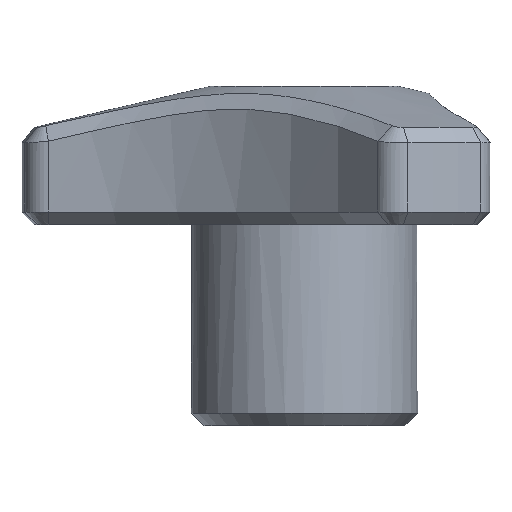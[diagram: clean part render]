
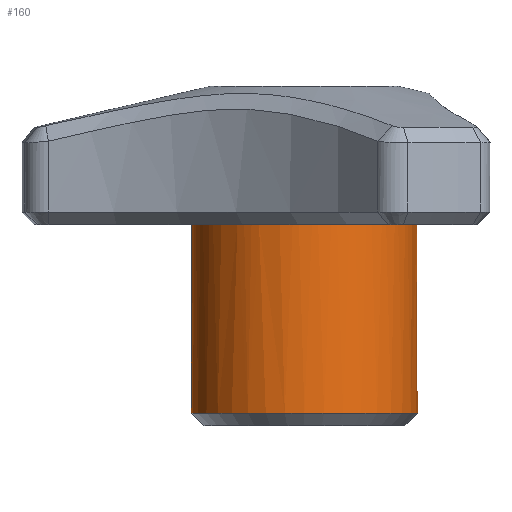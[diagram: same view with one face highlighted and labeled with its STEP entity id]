
A CAD part, left-side view. The second image highlights one B-rep face of the part: STEP entity #160.
In plain terms, the highlighted cylindrical face has radius 9 mm (diameter 18 mm), a full revolution.
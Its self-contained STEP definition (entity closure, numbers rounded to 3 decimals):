
#160 = ADVANCED_FACE( '', ( #338, #339 ), #340, .T. );
#338 = FACE_OUTER_BOUND( '', #626, .T. );
#339 = FACE_OUTER_BOUND( '', #627, .T. );
#340 = CYLINDRICAL_SURFACE( '', #628, 9. );
#626 = EDGE_LOOP( '', ( #999 ) );
#627 = EDGE_LOOP( '', ( #1000, #1001, #1002, #1003, #1004, #1005, #1006, #1007, #1008, #1009, #1010, #1011 ) );
#628 = AXIS2_PLACEMENT_3D( '', #1012, #1013, #1014 );
#999 = ORIENTED_EDGE( '', *, *, #1289, .T. );
#1000 = ORIENTED_EDGE( '', *, *, #1338, .F. );
#1001 = ORIENTED_EDGE( '', *, *, #1228, .F. );
#1002 = ORIENTED_EDGE( '', *, *, #1208, .T. );
#1003 = ORIENTED_EDGE( '', *, *, #1231, .T. );
#1004 = ORIENTED_EDGE( '', *, *, #1339, .F. );
#1005 = ORIENTED_EDGE( '', *, *, #1286, .F. );
#1006 = ORIENTED_EDGE( '', *, *, #1311, .T. );
#1007 = ORIENTED_EDGE( '', *, *, #1331, .T. );
#1008 = ORIENTED_EDGE( '', *, *, #1340, .F. );
#1009 = ORIENTED_EDGE( '', *, *, #1272, .F. );
#1010 = ORIENTED_EDGE( '', *, *, #1259, .T. );
#1011 = ORIENTED_EDGE( '', *, *, #1314, .T. );
#1012 = CARTESIAN_POINT( '', ( 0., 0., 57.15 ) );
#1013 = DIRECTION( '', ( 0., 0., -1. ) );
#1014 = DIRECTION( '', ( 1., 0., 0. ) );
#1208 = EDGE_CURVE( '', #1409, #1407, #1410, .T. );
#1228 = EDGE_CURVE( '', #1409, #1440, #1443, .T. );
#1231 = EDGE_CURVE( '', #1407, #1445, #1448, .T. );
#1259 = EDGE_CURVE( '', #1495, #1493, #1496, .T. );
#1272 = EDGE_CURVE( '', #1495, #1512, #1515, .T. );
#1286 = EDGE_CURVE( '', #1532, #1530, #1534, .T. );
#1289 = EDGE_CURVE( '', #1538, #1538, #1539, .T. );
#1311 = EDGE_CURVE( '', #1532, #1567, #1569, .T. );
#1314 = EDGE_CURVE( '', #1493, #1571, #1574, .T. );
#1331 = EDGE_CURVE( '', #1567, #1595, #1597, .T. );
#1338 = EDGE_CURVE( '', #1440, #1571, #1604, .T. );
#1339 = EDGE_CURVE( '', #1530, #1445, #1605, .T. );
#1340 = EDGE_CURVE( '', #1512, #1595, #1606, .T. );
#1407 = VERTEX_POINT( '', #1771 );
#1409 = VERTEX_POINT( '', #1773 );
#1410 = CIRCLE( '', #1774, 9. );
#1440 = VERTEX_POINT( '', #1834 );
#1443 = LINE( '', #1838, #1839 );
#1445 = VERTEX_POINT( '', #1841 );
#1448 = LINE( '', #1844, #1845 );
#1493 = VERTEX_POINT( '', #2065 );
#1495 = VERTEX_POINT( '', #2067 );
#1496 = CIRCLE( '', #2068, 9. );
#1512 = VERTEX_POINT( '', #2117 );
#1515 = LINE( '', #2121, #2122 );
#1530 = VERTEX_POINT( '', #2140 );
#1532 = VERTEX_POINT( '', #2142 );
#1534 = LINE( '', #2144, #2145 );
#1538 = VERTEX_POINT( '', #2149 );
#1539 = CIRCLE( '', #2150, 9. );
#1567 = VERTEX_POINT( '', #2185 );
#1569 = CIRCLE( '', #2187, 9. );
#1571 = VERTEX_POINT( '', #2189 );
#1574 = LINE( '', #2192, #2193 );
#1595 = VERTEX_POINT( '', #2218 );
#1597 = LINE( '', #2220, #2221 );
#1604 = CIRCLE( '', #2231, 9. );
#1605 = CIRCLE( '', #2232, 9. );
#1606 = CIRCLE( '', #2233, 9. );
#1771 = CARTESIAN_POINT( '', ( 7.247, 5.337, 23. ) );
#1773 = CARTESIAN_POINT( '', ( -7.247, 5.337, 23. ) );
#1774 = AXIS2_PLACEMENT_3D( '', #2365, #2366, #2367 );
#1834 = CARTESIAN_POINT( '', ( -7.247, 5.337, 16. ) );
#1838 = CARTESIAN_POINT( '', ( -7.247, 5.337, 23. ) );
#1839 = VECTOR( '', #2396, 1000. );
#1841 = CARTESIAN_POINT( '', ( 7.247, 5.337, 16. ) );
#1844 = CARTESIAN_POINT( '', ( 7.247, 5.337, 23. ) );
#1845 = VECTOR( '', #2400, 1000. );
#2065 = CARTESIAN_POINT( '', ( -8.245, 3.608, 23. ) );
#2067 = CARTESIAN_POINT( '', ( -0.998, -8.944, 23. ) );
#2068 = AXIS2_PLACEMENT_3D( '', #2421, #2422, #2423 );
#2117 = CARTESIAN_POINT( '', ( -0.998, -8.944, 16. ) );
#2121 = CARTESIAN_POINT( '', ( -0.998, -8.944, 23. ) );
#2122 = VECTOR( '', #2438, 1000. );
#2140 = CARTESIAN_POINT( '', ( 8.245, 3.608, 16. ) );
#2142 = CARTESIAN_POINT( '', ( 8.245, 3.608, 23. ) );
#2144 = CARTESIAN_POINT( '', ( 8.245, 3.608, 23. ) );
#2145 = VECTOR( '', #2460, 1000. );
#2149 = CARTESIAN_POINT( '', ( 9., 0., 1. ) );
#2150 = AXIS2_PLACEMENT_3D( '', #2464, #2465, #2466 );
#2185 = CARTESIAN_POINT( '', ( 0.998, -8.944, 23. ) );
#2187 = AXIS2_PLACEMENT_3D( '', #2497, #2498, #2499 );
#2189 = CARTESIAN_POINT( '', ( -8.245, 3.608, 16. ) );
#2192 = CARTESIAN_POINT( '', ( -8.245, 3.608, 23. ) );
#2193 = VECTOR( '', #2503, 1000. );
#2218 = CARTESIAN_POINT( '', ( 0.998, -8.944, 16. ) );
#2220 = CARTESIAN_POINT( '', ( 0.998, -8.944, 23. ) );
#2221 = VECTOR( '', #2528, 1000. );
#2231 = AXIS2_PLACEMENT_3D( '', #2532, #2533, #2534 );
#2232 = AXIS2_PLACEMENT_3D( '', #2535, #2536, #2537 );
#2233 = AXIS2_PLACEMENT_3D( '', #2538, #2539, #2540 );
#2365 = CARTESIAN_POINT( '', ( 0., 0., 23. ) );
#2366 = DIRECTION( '', ( 0., 0., -1. ) );
#2367 = DIRECTION( '', ( 0., -1., 0. ) );
#2396 = DIRECTION( '', ( 0., 0., -1. ) );
#2400 = DIRECTION( '', ( 0., 0., -1. ) );
#2421 = CARTESIAN_POINT( '', ( 0., 0., 23. ) );
#2422 = DIRECTION( '', ( 0., 0., -1. ) );
#2423 = DIRECTION( '', ( 0., 1., 0. ) );
#2438 = DIRECTION( '', ( 0., 0., -1. ) );
#2460 = DIRECTION( '', ( 0., 0., -1. ) );
#2464 = CARTESIAN_POINT( '', ( 0., 0., 1. ) );
#2465 = DIRECTION( '', ( 0., 0., 1. ) );
#2466 = DIRECTION( '', ( 1., 0., 0. ) );
#2497 = CARTESIAN_POINT( '', ( 0., 0., 23. ) );
#2498 = DIRECTION( '', ( 0., 0., -1. ) );
#2499 = DIRECTION( '', ( 0., 1., 0. ) );
#2503 = DIRECTION( '', ( 0., 0., -1. ) );
#2528 = DIRECTION( '', ( 0., 0., -1. ) );
#2532 = CARTESIAN_POINT( '', ( 0., 0., 16. ) );
#2533 = DIRECTION( '', ( 0., 0., 1. ) );
#2534 = DIRECTION( '', ( 1., 0., 0. ) );
#2535 = CARTESIAN_POINT( '', ( 0., 0., 16. ) );
#2536 = DIRECTION( '', ( 0., 0., 1. ) );
#2537 = DIRECTION( '', ( 1., 0., 0. ) );
#2538 = CARTESIAN_POINT( '', ( 0., 0., 16. ) );
#2539 = DIRECTION( '', ( 0., 0., 1. ) );
#2540 = DIRECTION( '', ( 1., 0., 0. ) );
